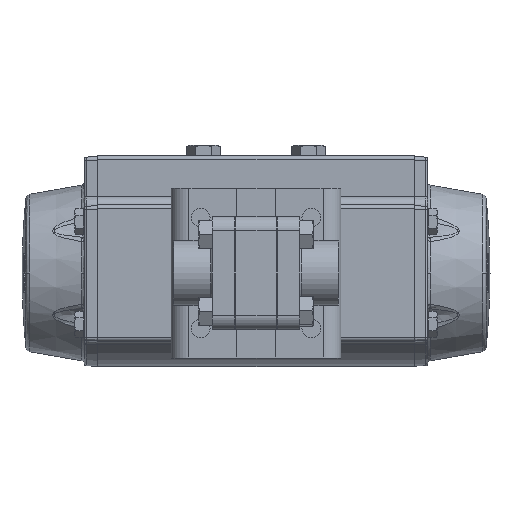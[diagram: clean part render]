
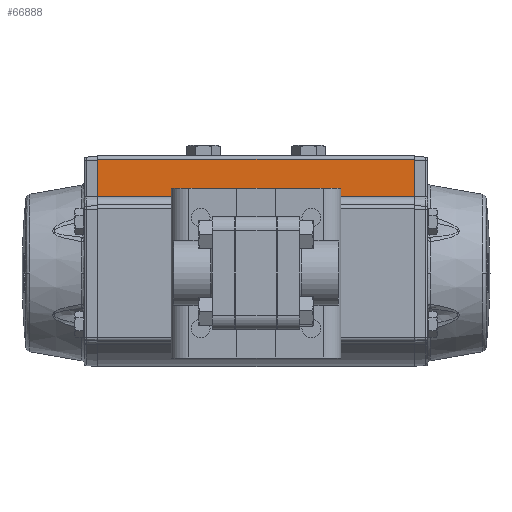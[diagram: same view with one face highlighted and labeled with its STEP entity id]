
A CAD part, front view. The second image highlights one B-rep face of the part: STEP entity #66888.
In plain terms, the highlighted planar face has unit normal (0, -1, 0).
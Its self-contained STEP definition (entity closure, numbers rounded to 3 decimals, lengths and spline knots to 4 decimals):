
#749 = DIRECTION ( 'NONE',  ( -1., 0., 0. ) ) ;
#3231 = FACE_OUTER_BOUND ( 'NONE', #6552, .T. ) ;
#6552 = EDGE_LOOP ( 'NONE', ( #76485, #46541, #29514, #24189 ) ) ;
#11738 = CARTESIAN_POINT ( 'NONE',  ( -2.7913, 3.8256, 2.0079 ) ) ;
#22343 = CARTESIAN_POINT ( 'NONE',  ( 2.7913, 3.8256, 1.3583 ) ) ;
#24174 = DIRECTION ( 'NONE',  ( 0., 0., -1. ) ) ;
#24189 = ORIENTED_EDGE ( 'NONE', *, *, #48101, .F. ) ;
#25971 = AXIS2_PLACEMENT_3D ( 'NONE', #22343, #81188, #35515 ) ;
#29514 = ORIENTED_EDGE ( 'NONE', *, *, #52411, .T. ) ;
#31819 = LINE ( 'NONE', #39882, #82110 ) ;
#32110 = VECTOR ( 'NONE', #34912, 39.3701 ) ;
#32601 = VECTOR ( 'NONE', #40822, 39.3701 ) ;
#34645 = EDGE_CURVE ( 'NONE', #78677, #54901, #31819, .T. ) ;
#34912 = DIRECTION ( 'NONE',  ( 1., 0., 0. ) ) ;
#35515 = DIRECTION ( 'NONE',  ( 1., 0., 0. ) ) ;
#39210 = CARTESIAN_POINT ( 'NONE',  ( 2.7913, 3.8256, 1.3583 ) ) ;
#39882 = CARTESIAN_POINT ( 'NONE',  ( 2.7913, 3.8256, 2.0079 ) ) ;
#40822 = DIRECTION ( 'NONE',  ( 0., 0., -1. ) ) ;
#46541 = ORIENTED_EDGE ( 'NONE', *, *, #69705, .T. ) ;
#48101 = EDGE_CURVE ( 'NONE', #78677, #54555, #65442, .T. ) ;
#50021 = LINE ( 'NONE', #60915, #32601 ) ;
#52411 = EDGE_CURVE ( 'NONE', #61878, #54555, #69044, .T. ) ;
#54555 = VERTEX_POINT ( 'NONE', #39210 ) ;
#54901 = VERTEX_POINT ( 'NONE', #11738 ) ;
#60915 = CARTESIAN_POINT ( 'NONE',  ( -2.7913, 3.8256, 2.0669 ) ) ;
#61878 = VERTEX_POINT ( 'NONE', #79041 ) ;
#63350 = VECTOR ( 'NONE', #24174, 39.3701 ) ;
#65442 = LINE ( 'NONE', #69786, #63350 ) ;
#66694 = CARTESIAN_POINT ( 'NONE',  ( 2.7913, 3.8256, 2.0079 ) ) ;
#66888 = ADVANCED_FACE ( 'NONE', ( #3231 ), #74796, .T. ) ;
#69044 = LINE ( 'NONE', #80838, #32110 ) ;
#69705 = EDGE_CURVE ( 'NONE', #54901, #61878, #50021, .T. ) ;
#69786 = CARTESIAN_POINT ( 'NONE',  ( 2.7913, 3.8256, 2.0669 ) ) ;
#74796 = PLANE ( 'NONE',  #25971 ) ;
#76485 = ORIENTED_EDGE ( 'NONE', *, *, #34645, .T. ) ;
#78677 = VERTEX_POINT ( 'NONE', #66694 ) ;
#79041 = CARTESIAN_POINT ( 'NONE',  ( -2.7913, 3.8256, 1.3583 ) ) ;
#80838 = CARTESIAN_POINT ( 'NONE',  ( 2.7913, 3.8256, 1.3583 ) ) ;
#81188 = DIRECTION ( 'NONE',  ( 0., -1., 0. ) ) ;
#82110 = VECTOR ( 'NONE', #749, 39.3701 ) ;
